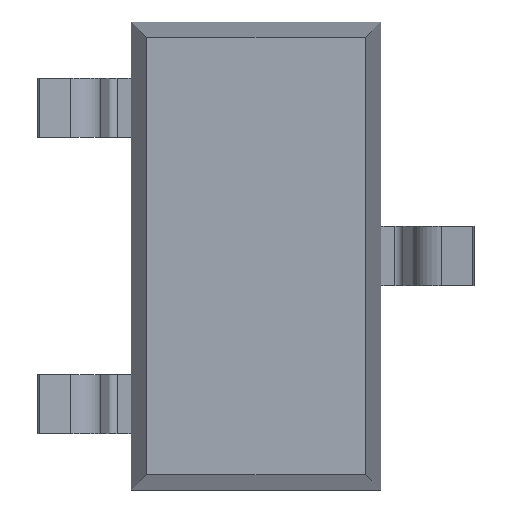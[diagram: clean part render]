
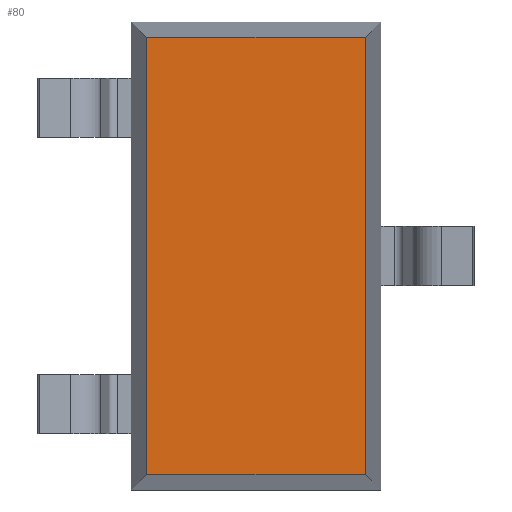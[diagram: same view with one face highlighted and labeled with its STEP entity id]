
A CAD part, front view. The second image highlights one B-rep face of the part: STEP entity #80.
In plain terms, the highlighted planar face has unit normal (0, -1, 0).
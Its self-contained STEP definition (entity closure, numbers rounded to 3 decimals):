
#80 = ADVANCED_FACE ( 'NONE', ( #157 ), #294, .T. ) ;
#141 = DIRECTION ( 'NONE',  ( 0., -1., 0. ) ) ;
#145 = CARTESIAN_POINT ( 'NONE',  ( 0.8, 0.1, 1.402 ) ) ;
#157 = FACE_OUTER_BOUND ( 'NONE', #642, .T. ) ;
#272 = VERTEX_POINT ( 'NONE', #1230 ) ;
#294 = PLANE ( 'NONE',  #1007 ) ;
#408 = DIRECTION ( 'NONE',  ( 0., 0., -1. ) ) ;
#481 = CARTESIAN_POINT ( 'NONE',  ( -0.8, 0.1, -1.402 ) ) ;
#525 = VERTEX_POINT ( 'NONE', #1508 ) ;
#529 = EDGE_CURVE ( 'NONE', #1396, #994, #896, .T. ) ;
#557 = VECTOR ( 'NONE', #888, 1000. ) ;
#583 = VECTOR ( 'NONE', #955, 1000. ) ;
#632 = CARTESIAN_POINT ( 'NONE',  ( 0.702, 0.1, -1.402 ) ) ;
#641 = EDGE_CURVE ( 'NONE', #525, #272, #1219, .T. ) ;
#642 = EDGE_LOOP ( 'NONE', ( #1186, #1137, #1338, #735 ) ) ;
#667 = CARTESIAN_POINT ( 'NONE',  ( 0., 0.1, 0. ) ) ;
#735 = ORIENTED_EDGE ( 'NONE', *, *, #641, .T. ) ;
#779 = EDGE_CURVE ( 'NONE', #994, #525, #1238, .T. ) ;
#827 = DIRECTION ( 'NONE',  ( 0., 0., -1. ) ) ;
#840 = VECTOR ( 'NONE', #827, 1000. ) ;
#888 = DIRECTION ( 'NONE',  ( -1., 0., 0. ) ) ;
#896 = LINE ( 'NONE', #1283, #945 ) ;
#945 = VECTOR ( 'NONE', #1149, 1000. ) ;
#951 = CARTESIAN_POINT ( 'NONE',  ( 0.702, 0.1, 1.402 ) ) ;
#955 = DIRECTION ( 'NONE',  ( 1., 0., 0. ) ) ;
#994 = VERTEX_POINT ( 'NONE', #951 ) ;
#1007 = AXIS2_PLACEMENT_3D ( 'NONE', #667, #141, #408 ) ;
#1099 = CARTESIAN_POINT ( 'NONE',  ( -0.702, 0.1, 1.5 ) ) ;
#1137 = ORIENTED_EDGE ( 'NONE', *, *, #529, .T. ) ;
#1149 = DIRECTION ( 'NONE',  ( 0., 0., 1. ) ) ;
#1186 = ORIENTED_EDGE ( 'NONE', *, *, #1376, .T. ) ;
#1219 = LINE ( 'NONE', #1099, #840 ) ;
#1230 = CARTESIAN_POINT ( 'NONE',  ( -0.702, 0.1, -1.402 ) ) ;
#1238 = LINE ( 'NONE', #145, #557 ) ;
#1283 = CARTESIAN_POINT ( 'NONE',  ( 0.702, 0.1, -1.5 ) ) ;
#1338 = ORIENTED_EDGE ( 'NONE', *, *, #779, .T. ) ;
#1376 = EDGE_CURVE ( 'NONE', #272, #1396, #1578, .T. ) ;
#1396 = VERTEX_POINT ( 'NONE', #632 ) ;
#1508 = CARTESIAN_POINT ( 'NONE',  ( -0.702, 0.1, 1.402 ) ) ;
#1578 = LINE ( 'NONE', #481, #583 ) ;
